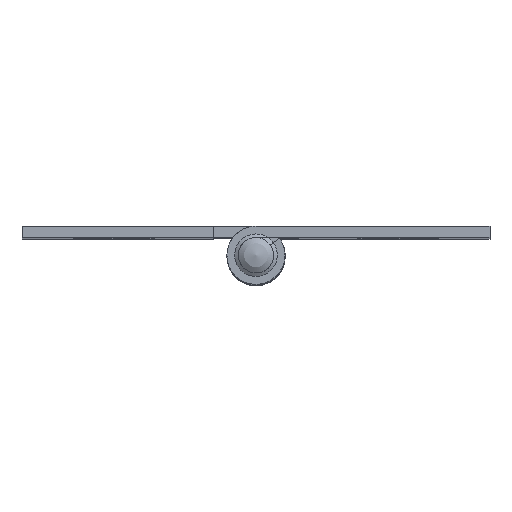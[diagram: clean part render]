
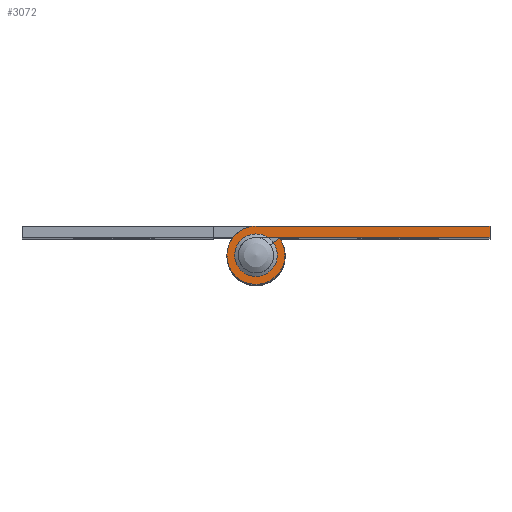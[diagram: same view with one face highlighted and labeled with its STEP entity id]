
A CAD part, top view. The second image highlights one B-rep face of the part: STEP entity #3072.
In plain terms, the highlighted free-form (B-spline) face has degree [1, 1] with [2, 2] control points.
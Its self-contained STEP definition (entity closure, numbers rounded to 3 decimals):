
#2407=CARTESIAN_POINT('',(1.662,1.2,64.));
#2408=VERTEX_POINT('',#2407);
#2423=CARTESIAN_POINT('',(1.013,0.732,64.));
#2424=VERTEX_POINT('',#2423);
#2430=CARTESIAN_POINT('',(1.013,0.732,64.));
#2431=CARTESIAN_POINT('',(1.662,1.2,64.));
#2432=QUASI_UNIFORM_CURVE('',1,(#2430,#2431),.UNSPECIFIED.,.F.,.U.);
#2433=EDGE_CURVE('',#2424,#2408,#2432,.T.);
#2573=CARTESIAN_POINT('',(-0.002,1.25,64.));
#2574=VERTEX_POINT('',#2573);
#2580=CARTESIAN_POINT('',(1.013,0.732,64.));
#2581=CARTESIAN_POINT('',(1.074,0.647,64.));
#2582=CARTESIAN_POINT('',(1.184,0.448,64.));
#2583=CARTESIAN_POINT('',(1.249,0.165,64.));
#2584=CARTESIAN_POINT('',(1.252,-0.113,64.));
#2585=CARTESIAN_POINT('',(1.211,-0.346,64.));
#2586=CARTESIAN_POINT('',(1.112,-0.588,64.));
#2587=CARTESIAN_POINT('',(0.939,-0.85,64.));
#2588=CARTESIAN_POINT('',(0.691,-1.062,64.));
#2589=CARTESIAN_POINT('',(0.412,-1.188,64.));
#2590=CARTESIAN_POINT('',(0.158,-1.249,64.));
#2591=CARTESIAN_POINT('',(-0.139,-1.258,64.));
#2592=CARTESIAN_POINT('',(-0.446,-1.182,64.));
#2593=CARTESIAN_POINT('',(-0.746,-1.021,64.));
#2594=CARTESIAN_POINT('',(-1.016,-0.768,64.));
#2595=CARTESIAN_POINT('',(-1.188,-0.44,64.));
#2596=CARTESIAN_POINT('',(-1.265,-0.064,64.));
#2597=CARTESIAN_POINT('',(-1.238,0.288,64.));
#2598=CARTESIAN_POINT('',(-1.107,0.604,64.));
#2599=CARTESIAN_POINT('',(-0.919,0.866,64.));
#2600=CARTESIAN_POINT('',(-0.691,1.059,64.));
#2601=CARTESIAN_POINT('',(-0.367,1.211,64.));
#2602=CARTESIAN_POINT('',(-0.141,1.25,64.));
#2603=CARTESIAN_POINT('',(-0.002,1.25,64.));
#2604=B_SPLINE_CURVE_WITH_KNOTS('',3,(#2580,#2581,#2582,#2583,#2584,#2585,#2586,#2587,#2588,#2589,#2590,#2591,#2592,#2593,#2594,#2595,#2596,#2597,#2598,#2599,#2600,#2601,#2602,#2603),.UNSPECIFIED.,.F.,.U.,(4,1,1,1,1,1,1,1,1,1,1,1,1,1,1,1,1,1,1,1,1,4),(0.,0.313,0.677,0.86,1.146,1.381,1.641,2.084,2.345,2.553,2.866,3.231,3.491,3.882,4.325,4.586,5.029,5.367,5.602,5.993,6.253,6.67),.UNSPECIFIED.);
#2605=EDGE_CURVE('',#2424,#2574,#2604,.T.);
#2664=CARTESIAN_POINT('',(16.5,1.25,64.));
#2665=VERTEX_POINT('',#2664);
#2671=CARTESIAN_POINT('',(16.5,1.25,64.));
#2672=CARTESIAN_POINT('',(-0.002,1.25,64.));
#2673=QUASI_UNIFORM_CURVE('',1,(#2671,#2672),.UNSPECIFIED.,.F.,.U.);
#2674=EDGE_CURVE('',#2665,#2574,#2673,.T.);
#3017=CARTESIAN_POINT('',(-2.977,-2.255,64.));
#3018=CARTESIAN_POINT('',(17.427,-2.255,64.));
#3019=CARTESIAN_POINT('',(-2.977,2.255,64.));
#3020=CARTESIAN_POINT('',(17.427,2.255,64.));
#3021=B_SPLINE_SURFACE_WITH_KNOTS('',1,1,((#3017,#3019),(#3018,#3020)),.UNSPECIFIED.,.F.,.F.,.U.,(2,2),(2,2),(0.0,20.403),(0.0,4.51),.UNSPECIFIED.);
#3022=CARTESIAN_POINT('',(0.003,2.05,64.));
#3023=VERTEX_POINT('',#3022);
#3024=CARTESIAN_POINT('',(16.5,2.05,64.));
#3025=VERTEX_POINT('',#3024);
#3026=CARTESIAN_POINT('',(0.003,2.05,64.));
#3027=CARTESIAN_POINT('',(16.5,2.05,64.));
#3028=QUASI_UNIFORM_CURVE('',1,(#3026,#3027),.UNSPECIFIED.,.F.,.U.);
#3029=EDGE_CURVE('',#3023,#3025,#3028,.T.);
#3030=ORIENTED_EDGE('',*,*,#3029,.F.);
#3031=CARTESIAN_POINT('',(1.662,1.2,64.));
#3032=CARTESIAN_POINT('',(1.762,1.061,64.));
#3033=CARTESIAN_POINT('',(1.9,0.809,64.));
#3034=CARTESIAN_POINT('',(2.015,0.426,64.));
#3035=CARTESIAN_POINT('',(2.06,0.071,64.));
#3036=CARTESIAN_POINT('',(2.041,-0.286,64.));
#3037=CARTESIAN_POINT('',(1.953,-0.662,64.));
#3038=CARTESIAN_POINT('',(1.813,-0.977,64.));
#3039=CARTESIAN_POINT('',(1.616,-1.274,64.));
#3040=CARTESIAN_POINT('',(1.327,-1.591,64.));
#3041=CARTESIAN_POINT('',(0.941,-1.844,64.));
#3042=CARTESIAN_POINT('',(0.482,-2.006,64.));
#3043=CARTESIAN_POINT('',(0.042,-2.069,64.));
#3044=CARTESIAN_POINT('',(-0.401,-2.026,64.));
#3045=CARTESIAN_POINT('',(-0.81,-1.896,64.));
#3046=CARTESIAN_POINT('',(-1.227,-1.672,64.));
#3047=CARTESIAN_POINT('',(-1.594,-1.326,64.));
#3048=CARTESIAN_POINT('',(-1.874,-0.875,64.));
#3049=CARTESIAN_POINT('',(-2.016,-0.453,64.));
#3050=CARTESIAN_POINT('',(-2.06,-0.041,64.));
#3051=CARTESIAN_POINT('',(-2.031,0.373,64.));
#3052=CARTESIAN_POINT('',(-1.924,0.746,64.));
#3053=CARTESIAN_POINT('',(-1.727,1.127,64.));
#3054=CARTESIAN_POINT('',(-1.462,1.465,64.));
#3055=CARTESIAN_POINT('',(-1.044,1.794,64.));
#3056=CARTESIAN_POINT('',(-0.539,2.004,64.));
#3057=CARTESIAN_POINT('',(-0.168,2.05,64.));
#3058=CARTESIAN_POINT('',(0.003,2.05,64.));
#3059=B_SPLINE_CURVE_WITH_KNOTS('',3,(#3031,#3032,#3033,#3034,#3035,#3036,#3037,#3038,#3039,#3040,#3041,#3042,#3043,#3044,#3045,#3046,#3047,#3048,#3049,#3050,#3051,#3052,#3053,#3054,#3055,#3056,#3057,#3058),.UNSPECIFIED.,.F.,.U.,(4,1,1,1,1,1,1,1,1,1,1,1,1,1,1,1,1,1,1,1,1,1,1,1,1,4),(0.,0.513,0.855,1.197,1.582,1.924,2.352,2.608,2.993,3.634,3.976,4.447,4.96,5.302,5.729,6.371,6.798,7.311,7.696,8.038,8.551,8.85,9.321,9.834,10.432,10.945),.UNSPECIFIED.);
#3060=EDGE_CURVE('',#2408,#3023,#3059,.T.);
#3061=ORIENTED_EDGE('',*,*,#3060,.F.);
#3062=ORIENTED_EDGE('',*,*,#2433,.F.);
#3063=ORIENTED_EDGE('',*,*,#2605,.T.);
#3064=ORIENTED_EDGE('',*,*,#2674,.F.);
#3065=CARTESIAN_POINT('',(16.5,2.05,64.));
#3066=CARTESIAN_POINT('',(16.5,1.25,64.));
#3067=QUASI_UNIFORM_CURVE('',1,(#3065,#3066),.UNSPECIFIED.,.F.,.U.);
#3068=EDGE_CURVE('',#3025,#2665,#3067,.T.);
#3069=ORIENTED_EDGE('',*,*,#3068,.F.);
#3070=EDGE_LOOP('',(#3030,#3061,#3062,#3063,#3064,#3069));
#3071=FACE_OUTER_BOUND('',#3070,.T.);
#3072=ADVANCED_FACE('',(#3071),#3021,.T.);
